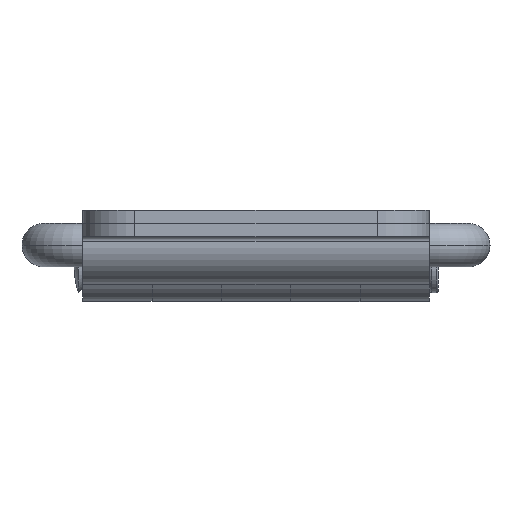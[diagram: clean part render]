
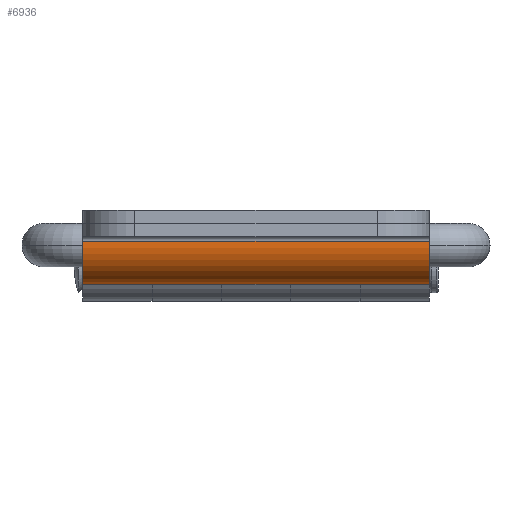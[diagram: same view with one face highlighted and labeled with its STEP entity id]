
A CAD part, front view. The second image highlights one B-rep face of the part: STEP entity #6936.
In plain terms, the highlighted cylindrical face has radius 4.5 mm (diameter 9 mm), a partial arc.
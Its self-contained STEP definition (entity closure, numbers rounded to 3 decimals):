
#270 = CARTESIAN_POINT ( 'NONE',  ( 20., 25., 2. ) ) ;
#304 = VERTEX_POINT ( 'NONE', #4887 ) ;
#371 = LINE ( 'NONE', #5933, #3380 ) ;
#847 = CARTESIAN_POINT ( 'NONE',  ( -20., 25., 2. ) ) ;
#926 = VERTEX_POINT ( 'NONE', #270 ) ;
#1604 = AXIS2_PLACEMENT_3D ( 'NONE', #3544, #3110, #5773 ) ;
#1955 = CIRCLE ( 'NONE', #1604, 4.5 ) ;
#2663 = DIRECTION ( 'NONE',  ( 0., 0., 1. ) ) ;
#2821 = ORIENTED_EDGE ( 'NONE', *, *, #3571, .F. ) ;
#3110 = DIRECTION ( 'NONE',  ( 1., 0., 0. ) ) ;
#3263 = ORIENTED_EDGE ( 'NONE', *, *, #5311, .T. ) ;
#3380 = VECTOR ( 'NONE', #6517, 1000. ) ;
#3420 = ORIENTED_EDGE ( 'NONE', *, *, #6550, .F. ) ;
#3544 = CARTESIAN_POINT ( 'NONE',  ( 20., 25., -2.5 ) ) ;
#3547 = CARTESIAN_POINT ( 'NONE',  ( -20., 29.477, -2.95 ) ) ;
#3571 = EDGE_CURVE ( 'NONE', #4641, #3848, #4248, .T. ) ;
#3776 = DIRECTION ( 'NONE',  ( -1., 0., 0. ) ) ;
#3848 = VERTEX_POINT ( 'NONE', #3547 ) ;
#4237 = CARTESIAN_POINT ( 'NONE',  ( -20., 25., -2.5 ) ) ;
#4248 = CIRCLE ( 'NONE', #4954, 4.5 ) ;
#4641 = VERTEX_POINT ( 'NONE', #847 ) ;
#4668 = EDGE_CURVE ( 'NONE', #926, #4641, #371, .T. ) ;
#4756 = DIRECTION ( 'NONE',  ( 0., 0., 1. ) ) ;
#4887 = CARTESIAN_POINT ( 'NONE',  ( 20., 29.477, -2.95 ) ) ;
#4954 = AXIS2_PLACEMENT_3D ( 'NONE', #4237, #6882, #4756 ) ;
#5311 = EDGE_CURVE ( 'NONE', #304, #3848, #6898, .T. ) ;
#5524 = FACE_OUTER_BOUND ( 'NONE', #6470, .T. ) ;
#5702 = VECTOR ( 'NONE', #5871, 1000. ) ;
#5773 = DIRECTION ( 'NONE',  ( 0., 0., 1. ) ) ;
#5871 = DIRECTION ( 'NONE',  ( -1., 0., 0. ) ) ;
#5933 = CARTESIAN_POINT ( 'NONE',  ( 12., 25., 2. ) ) ;
#6015 = CARTESIAN_POINT ( 'NONE',  ( 12., 25., -2.5 ) ) ;
#6073 = AXIS2_PLACEMENT_3D ( 'NONE', #6015, #3776, #2663 ) ;
#6400 = ORIENTED_EDGE ( 'NONE', *, *, #4668, .F. ) ;
#6470 = EDGE_LOOP ( 'NONE', ( #6400, #3420, #3263, #2821 ) ) ;
#6517 = DIRECTION ( 'NONE',  ( -1., 0., 0. ) ) ;
#6550 = EDGE_CURVE ( 'NONE', #304, #926, #1955, .T. ) ;
#6595 = CYLINDRICAL_SURFACE ( 'NONE', #6073, 4.5 ) ;
#6882 = DIRECTION ( 'NONE',  ( -1., 0., 0. ) ) ;
#6898 = LINE ( 'NONE', #7004, #5702 ) ;
#6936 = ADVANCED_FACE ( 'NONE', ( #5524 ), #6595, .T. ) ;
#7004 = CARTESIAN_POINT ( 'NONE',  ( 12., 29.477, -2.95 ) ) ;
